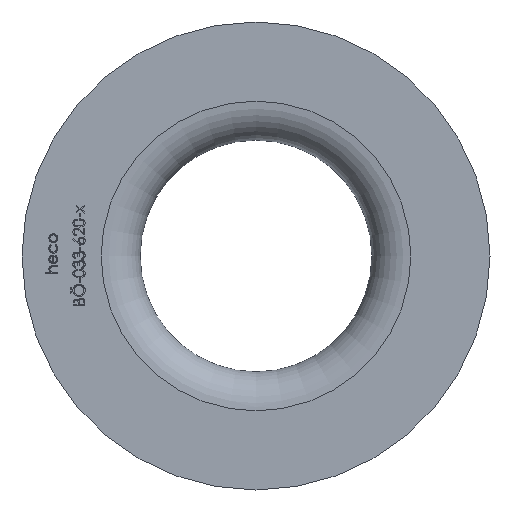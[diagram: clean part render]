
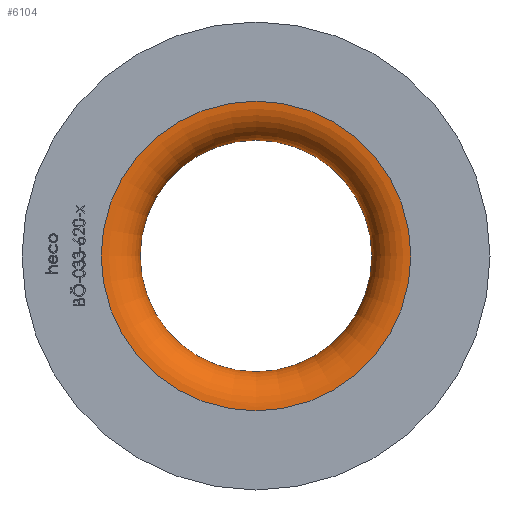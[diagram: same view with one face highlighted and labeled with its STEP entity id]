
A CAD part, left-side view. The second image highlights one B-rep face of the part: STEP entity #6104.
In plain terms, the highlighted toroidal (fillet/blend) face has major radius 19.85 mm and minor radius 5 mm.
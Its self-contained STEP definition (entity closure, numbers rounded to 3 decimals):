
#1453 = VERTEX_POINT ( 'NONE', #10229 ) ;
#1535 = AXIS2_PLACEMENT_3D ( 'NONE', #5019, #11587, #15038 ) ;
#1810 = EDGE_LOOP ( 'NONE', ( #10294 ) ) ;
#1849 = CARTESIAN_POINT ( 'NONE',  ( 5., 0., 0. ) ) ;
#1854 = AXIS2_PLACEMENT_3D ( 'NONE', #1849, #1935, #3168 ) ;
#1935 = DIRECTION ( 'NONE',  ( -1., 0., 0. ) ) ;
#3168 = DIRECTION ( 'NONE',  ( 0., 0., -1. ) ) ;
#3372 = CIRCLE ( 'NONE', #1535, 19.85 ) ;
#5019 = CARTESIAN_POINT ( 'NONE',  ( 0., 0., 0. ) ) ;
#5665 = DIRECTION ( 'NONE',  ( 1., 0., 0. ) ) ;
#6104 = ADVANCED_FACE ( 'NONE', ( #11967, #10813 ), #6772, .T. ) ;
#6772 = TOROIDAL_SURFACE ( 'NONE', #15666, 19.85, 5. ) ;
#8038 = DIRECTION ( 'NONE',  ( 0., 0., -1. ) ) ;
#8303 = EDGE_CURVE ( 'NONE', #10316, #10316, #3372, .T. ) ;
#8473 = EDGE_LOOP ( 'NONE', ( #11710 ) ) ;
#9169 = CIRCLE ( 'NONE', #1854, 14.85 ) ;
#9242 = CARTESIAN_POINT ( 'NONE',  ( 5., 0., 0. ) ) ;
#10229 = CARTESIAN_POINT ( 'NONE',  ( 5., 0., -14.85 ) ) ;
#10294 = ORIENTED_EDGE ( 'NONE', *, *, #12009, .F. ) ;
#10316 = VERTEX_POINT ( 'NONE', #14015 ) ;
#10813 = FACE_OUTER_BOUND ( 'NONE', #1810, .T. ) ;
#11587 = DIRECTION ( 'NONE',  ( 1., 0., 0. ) ) ;
#11710 = ORIENTED_EDGE ( 'NONE', *, *, #8303, .F. ) ;
#11967 = FACE_OUTER_BOUND ( 'NONE', #8473, .T. ) ;
#12009 = EDGE_CURVE ( 'NONE', #1453, #1453, #9169, .T. ) ;
#14015 = CARTESIAN_POINT ( 'NONE',  ( 0., 0., -19.85 ) ) ;
#15038 = DIRECTION ( 'NONE',  ( 0., 0., -1. ) ) ;
#15666 = AXIS2_PLACEMENT_3D ( 'NONE', #9242, #5665, #8038 ) ;
